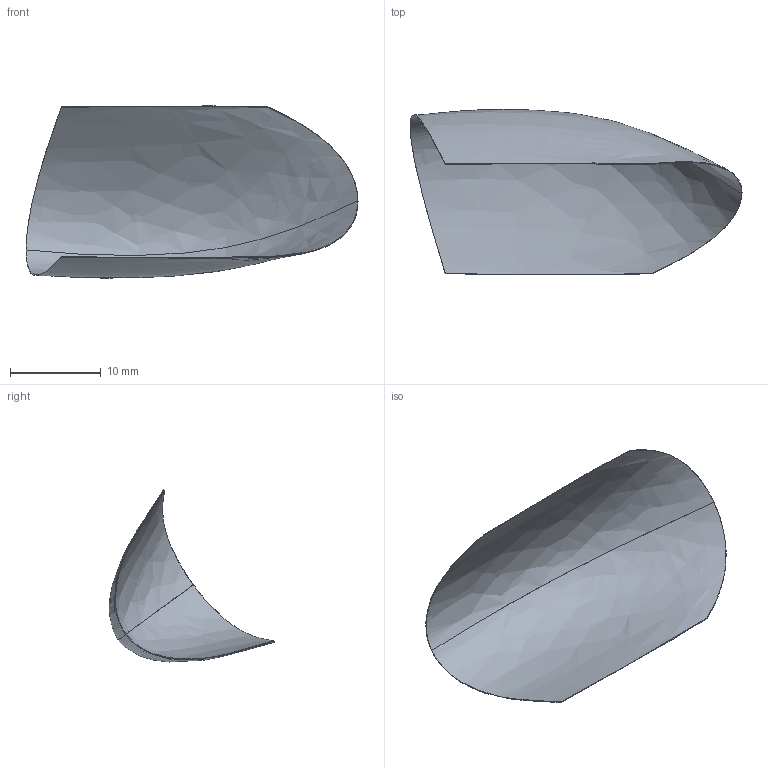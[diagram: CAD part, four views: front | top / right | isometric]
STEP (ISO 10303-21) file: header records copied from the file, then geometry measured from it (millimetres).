
FILE_DESCRIPTION(/* description */ (''),/* implementation_level */ '2;1');
FILE_NAME(/* name */ 'Extra-230-50ccm_5',/* time_stamp */ '2025-06-24T12:30:08+08:00',/* author */ (''),/* organization */ (''),/* preprocessor_version */ 'ST-DEVELOPER v20.1',/* originating_system */ '',/* authorisation */ '');
FILE_SCHEMA (('AUTOMOTIVE_DESIGN { 1 0 10303 214 3 1 1 }'));
Length unit declared in the file: centimetre
Products named in the file (1): none
Bounding box: 36.54 x 18.17 x 18.94 mm (x, y, z)
Surface area: 2187.2 mm2 (no closed solid volume)
Topology: 0 solids, 4 shells, 4 faces, 97 edges, 97 vertices
Faces by surface type: bspline 4
Entity records: 5105 total; most frequent: CARTESIAN_POINT 4625, VERTEX_POINT 97, EDGE_CURVE 97, ORIENTED_EDGE 97, B_SPLINE_CURVE_WITH_KNOTS 86, DIRECTION 24, AXIS2_PLACEMENT_3D 12, ELLIPSE 8
